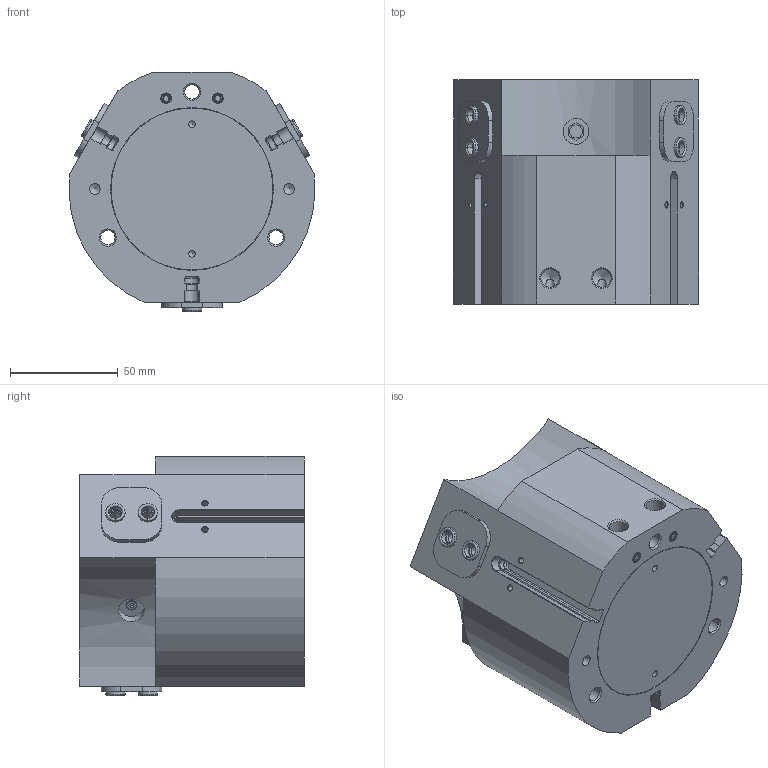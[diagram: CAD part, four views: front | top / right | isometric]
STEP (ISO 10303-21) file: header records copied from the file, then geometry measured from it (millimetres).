
FILE_DESCRIPTION(/* description */ ('STEP AP214'),/* implementation_level */ '2;1');
FILE_NAME(/* name */ '1163048_HGDD-63-A-G2',/* time_stamp */ '2024-08-29T04:55:33+02:00',/* author */ ('License CC BY-ND 4.0'),/* organization */ ('CADENAS'),/* preprocessor_version */ 'ST-DEVELOPER v19.3',/* originating_system */ 'PARTsolutions',/* authorisation */ ' ');
FILE_SCHEMA (('AUTOMOTIVE_DESIGN {1 0 10303 214 3 1 1}'));
Length unit declared in the file: millimetre
Products named in the file (6): 1163048 HGDD-63-A-G2---(0); 1163048 HGDD-63-A-G2 (g)---(0); 1150401 (f); DIN-913 - M5x4; 1163048 HGDD-63-A-G2 (b); 8137184 ZBH-9-B
Assembly tree (13 placements, depth 2):
  1163048 HGDD-63-A-G2---(0)
    1163048 HGDD-63-A-G2 (g)---(0)
    1150401 (f)
    DIN-913 - M5x4  x2
    1163048 HGDD-63-A-G2 (b)  x3
    8137184 ZBH-9-B  x6
Bounding box: 113.92 x 104 x 110.8 mm (x, y, z)
Volume: 882184 mm3; surface area: 98199.5 mm2
Topology: 13 solids, 13 shells, 377 faces, 865 edges, 537 vertices
Faces by surface type: plane 169, cylinder 123, cone 61, torus 24
Full cylindrical faces by diameter (mm): 2.459 x6, 3.1 x2, 4.1 x2, 4.134 x3, 4.917 x6, 5 x6, 6 x1, 6.647 x3, 6.8 x3, 8.566 x2, 9 x6, 10.2 x3, 12 x2, 58 x1, 75 x1
Entity records: 7665 total; most frequent: CARTESIAN_POINT 1348, DIRECTION 1346, ORIENTED_EDGE 1104, EDGE_CURVE 552, AXIS2_PLACEMENT_3D 519, FACE_BOUND 399, VERTEX_POINT 397, EDGE_LOOP 382
